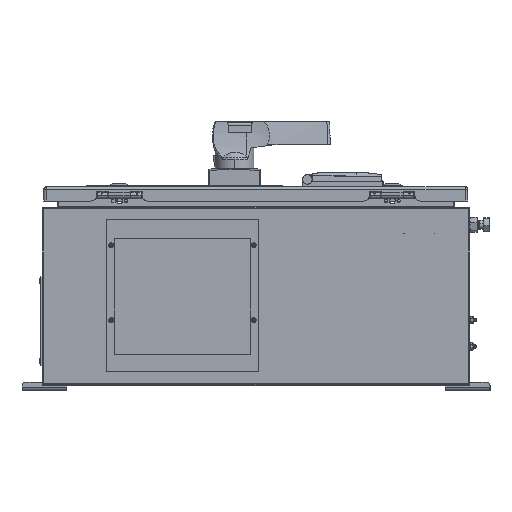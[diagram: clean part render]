
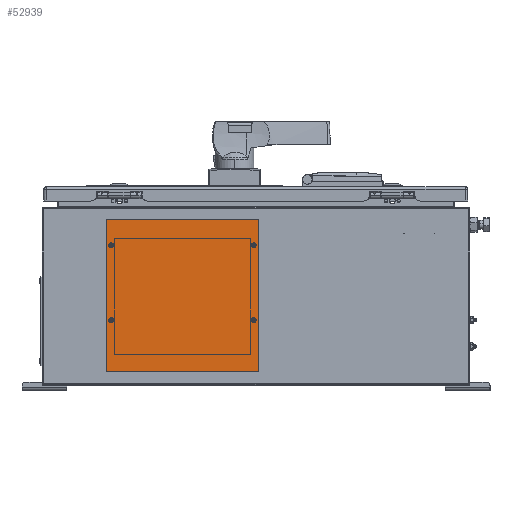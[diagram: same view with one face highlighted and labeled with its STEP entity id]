
A CAD part, left-side view. The second image highlights one B-rep face of the part: STEP entity #52939.
In plain terms, the highlighted planar face has unit normal (-1, 0, 0).
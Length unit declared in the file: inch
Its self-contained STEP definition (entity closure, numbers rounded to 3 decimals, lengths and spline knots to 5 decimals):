
#700 = AXIS2_PLACEMENT_3D ( 'NONE', #15975, #42053, #52067 ) ;
#1247 = CIRCLE ( 'NONE', #20353, 0.0865 ) ;
#1252 = VECTOR ( 'NONE', #28059, 39.37008 ) ;
#1612 = ORIENTED_EDGE ( 'NONE', *, *, #57267, .F. ) ;
#3294 = VERTEX_POINT ( 'NONE', #51822 ) ;
#3805 = FACE_BOUND ( 'NONE', #12759, .T. ) ;
#4212 = DIRECTION ( 'NONE',  ( 1., 0., 0. ) ) ;
#4490 = EDGE_CURVE ( 'NONE', #6696, #65372, #7883, .T. ) ;
#5210 = ORIENTED_EDGE ( 'NONE', *, *, #6477, .T. ) ;
#5283 = EDGE_CURVE ( 'NONE', #51553, #26997, #1247, .T. ) ;
#6477 = EDGE_CURVE ( 'NONE', #29268, #53131, #42608, .T. ) ;
#6696 = VERTEX_POINT ( 'NONE', #24309 ) ;
#6933 = VECTOR ( 'NONE', #50305, 39.37008 ) ;
#7003 = CIRCLE ( 'NONE', #43996, 0.0865 ) ;
#7789 = AXIS2_PLACEMENT_3D ( 'NONE', #21177, #10617, #21824 ) ;
#7883 = LINE ( 'NONE', #33008, #1252 ) ;
#8536 = CARTESIAN_POINT ( 'NONE',  ( -12.0698, 8.13, 3.64688 ) ) ;
#9187 = DIRECTION ( 'NONE',  ( 0., 0., 1. ) ) ;
#9715 = CARTESIAN_POINT ( 'NONE',  ( -12.0698, -0.15125, 0.75625 ) ) ;
#9783 = DIRECTION ( 'NONE',  ( 0., -1., 0. ) ) ;
#9935 = LINE ( 'NONE', #54955, #6933 ) ;
#10472 = DIRECTION ( 'NONE',  ( 1., 0., 0. ) ) ;
#10617 = DIRECTION ( 'NONE',  ( 1., 0., 0. ) ) ;
#10985 = EDGE_CURVE ( 'NONE', #3294, #37725, #50208, .T. ) ;
#12046 = CARTESIAN_POINT ( 'NONE',  ( -12.0698, 0.2165, 3.64688 ) ) ;
#12759 = EDGE_LOOP ( 'NONE', ( #19686, #22639 ) ) ;
#13609 = LINE ( 'NONE', #18593, #59334 ) ;
#14097 = FACE_OUTER_BOUND ( 'NONE', #29749, .T. ) ;
#14590 = CARTESIAN_POINT ( 'NONE',  ( -12.0698, 8.13, 3.64688 ) ) ;
#15160 = AXIS2_PLACEMENT_3D ( 'NONE', #58730, #29569, #23618 ) ;
#15403 = DIRECTION ( 'NONE',  ( 0., -1., 0. ) ) ;
#15975 = CARTESIAN_POINT ( 'NONE',  ( -12.0698, 8.13, 7.85 ) ) ;
#17029 = VERTEX_POINT ( 'NONE', #39492 ) ;
#17309 = AXIS2_PLACEMENT_3D ( 'NONE', #20100, #10472, #15403 ) ;
#18032 = VERTEX_POINT ( 'NONE', #35705 ) ;
#18202 = AXIS2_PLACEMENT_3D ( 'NONE', #37702, #22511, #21530 ) ;
#18593 = CARTESIAN_POINT ( 'NONE',  ( -12.0698, 8.41125, 9.31875 ) ) ;
#18959 = AXIS2_PLACEMENT_3D ( 'NONE', #44840, #44518, #9783 ) ;
#19686 = ORIENTED_EDGE ( 'NONE', *, *, #31198, .T. ) ;
#19821 = ORIENTED_EDGE ( 'NONE', *, *, #10985, .F. ) ;
#20100 = CARTESIAN_POINT ( 'NONE',  ( -12.0698, 0.13, 3.64688 ) ) ;
#20353 = AXIS2_PLACEMENT_3D ( 'NONE', #14590, #25133, #34442 ) ;
#20423 = CARTESIAN_POINT ( 'NONE',  ( -12.0698, 8.41125, 0.75625 ) ) ;
#21177 = CARTESIAN_POINT ( 'NONE',  ( -12.0698, 0.13, 7.85 ) ) ;
#21530 = DIRECTION ( 'NONE',  ( 0., -1., 0. ) ) ;
#21816 = EDGE_CURVE ( 'NONE', #37725, #6696, #13609, .T. ) ;
#21824 = DIRECTION ( 'NONE',  ( 0., -1., 0. ) ) ;
#21922 = ORIENTED_EDGE ( 'NONE', *, *, #23503, .T. ) ;
#22511 = DIRECTION ( 'NONE',  ( 1., 0., 0. ) ) ;
#22639 = ORIENTED_EDGE ( 'NONE', *, *, #48019, .T. ) ;
#23503 = EDGE_CURVE ( 'NONE', #53131, #29268, #57311, .T. ) ;
#23618 = DIRECTION ( 'NONE',  ( 0., -1., 0. ) ) ;
#23810 = CARTESIAN_POINT ( 'NONE',  ( -12.0698, 8.0435, 3.64688 ) ) ;
#24309 = CARTESIAN_POINT ( 'NONE',  ( -12.0698, -0.15125, 9.31875 ) ) ;
#24749 = CARTESIAN_POINT ( 'NONE',  ( -12.0698, 0.0435, 3.64688 ) ) ;
#25133 = DIRECTION ( 'NONE',  ( 1., 0., 0. ) ) ;
#26997 = VERTEX_POINT ( 'NONE', #61803 ) ;
#27088 = VERTEX_POINT ( 'NONE', #44884 ) ;
#28059 = DIRECTION ( 'NONE',  ( 0., 0., -1. ) ) ;
#28621 = ORIENTED_EDGE ( 'NONE', *, *, #4490, .F. ) ;
#28716 = DIRECTION ( 'NONE',  ( 0., -1., 0. ) ) ;
#29268 = VERTEX_POINT ( 'NONE', #24749 ) ;
#29569 = DIRECTION ( 'NONE',  ( 1., 0., 0. ) ) ;
#29749 = EDGE_LOOP ( 'NONE', ( #1612, #28621, #37308, #19821 ) ) ;
#30461 = ORIENTED_EDGE ( 'NONE', *, *, #51889, .T. ) ;
#31198 = EDGE_CURVE ( 'NONE', #27088, #34076, #7003, .T. ) ;
#33008 = CARTESIAN_POINT ( 'NONE',  ( -12.0698, -0.15125, 0.75625 ) ) ;
#33483 = EDGE_LOOP ( 'NONE', ( #57653, #30461 ) ) ;
#34076 = VERTEX_POINT ( 'NONE', #57334 ) ;
#34093 = CARTESIAN_POINT ( 'NONE',  ( -12.0698, 0.13, 7.85 ) ) ;
#34138 = EDGE_CURVE ( 'NONE', #18032, #17029, #56782, .T. ) ;
#34442 = DIRECTION ( 'NONE',  ( 0., -1., 0. ) ) ;
#35705 = CARTESIAN_POINT ( 'NONE',  ( -12.0698, 8.2165, 7.85 ) ) ;
#37308 = ORIENTED_EDGE ( 'NONE', *, *, #21816, .F. ) ;
#37702 = CARTESIAN_POINT ( 'NONE',  ( -12.0698, 0.13, 3.64688 ) ) ;
#37725 = VERTEX_POINT ( 'NONE', #53395 ) ;
#38707 = DIRECTION ( 'NONE',  ( 0., -1., 0. ) ) ;
#38981 = EDGE_LOOP ( 'NONE', ( #5210, #21922 ) ) ;
#38999 = EDGE_CURVE ( 'NONE', #17029, #18032, #50024, .T. ) ;
#39492 = CARTESIAN_POINT ( 'NONE',  ( -12.0698, 8.0435, 7.85 ) ) ;
#39854 = FACE_BOUND ( 'NONE', #38981, .T. ) ;
#42053 = DIRECTION ( 'NONE',  ( 1., 0., 0. ) ) ;
#42608 = CIRCLE ( 'NONE', #17309, 0.0865 ) ;
#43887 = VECTOR ( 'NONE', #9187, 39.37008 ) ;
#43996 = AXIS2_PLACEMENT_3D ( 'NONE', #34093, #64582, #58617 ) ;
#44518 = DIRECTION ( 'NONE',  ( -1., 0., 0. ) ) ;
#44840 = CARTESIAN_POINT ( 'NONE',  ( -12.0698, -0.15125, 0.75625 ) ) ;
#44884 = CARTESIAN_POINT ( 'NONE',  ( -12.0698, 0.0435, 7.85 ) ) ;
#48019 = EDGE_CURVE ( 'NONE', #34076, #27088, #56408, .T. ) ;
#50024 = CIRCLE ( 'NONE', #15160, 0.0865 ) ;
#50208 = LINE ( 'NONE', #20423, #43887 ) ;
#50305 = DIRECTION ( 'NONE',  ( 0., 1., 0. ) ) ;
#51328 = EDGE_LOOP ( 'NONE', ( #61884, #64899 ) ) ;
#51553 = VERTEX_POINT ( 'NONE', #23810 ) ;
#51755 = CIRCLE ( 'NONE', #64422, 0.0865 ) ;
#51822 = CARTESIAN_POINT ( 'NONE',  ( -12.0698, 8.41125, 0.75625 ) ) ;
#51889 = EDGE_CURVE ( 'NONE', #26997, #51553, #51755, .T. ) ;
#52067 = DIRECTION ( 'NONE',  ( 0., -1., 0. ) ) ;
#52939 = ADVANCED_FACE ( 'NONE', ( #39854, #3805, #55130, #53828, #14097 ), #59120, .T. ) ;
#53131 = VERTEX_POINT ( 'NONE', #12046 ) ;
#53395 = CARTESIAN_POINT ( 'NONE',  ( -12.0698, 8.41125, 9.31875 ) ) ;
#53828 = FACE_BOUND ( 'NONE', #33483, .T. ) ;
#54955 = CARTESIAN_POINT ( 'NONE',  ( -12.0698, 8.41125, 0.75625 ) ) ;
#55130 = FACE_BOUND ( 'NONE', #51328, .T. ) ;
#56408 = CIRCLE ( 'NONE', #7789, 0.0865 ) ;
#56782 = CIRCLE ( 'NONE', #700, 0.0865 ) ;
#57267 = EDGE_CURVE ( 'NONE', #65372, #3294, #9935, .T. ) ;
#57311 = CIRCLE ( 'NONE', #18202, 0.0865 ) ;
#57334 = CARTESIAN_POINT ( 'NONE',  ( -12.0698, 0.2165, 7.85 ) ) ;
#57653 = ORIENTED_EDGE ( 'NONE', *, *, #5283, .T. ) ;
#58617 = DIRECTION ( 'NONE',  ( 0., -1., 0. ) ) ;
#58730 = CARTESIAN_POINT ( 'NONE',  ( -12.0698, 8.13, 7.85 ) ) ;
#59120 = PLANE ( 'NONE',  #18959 ) ;
#59334 = VECTOR ( 'NONE', #38707, 39.37008 ) ;
#61803 = CARTESIAN_POINT ( 'NONE',  ( -12.0698, 8.2165, 3.64688 ) ) ;
#61884 = ORIENTED_EDGE ( 'NONE', *, *, #38999, .T. ) ;
#64422 = AXIS2_PLACEMENT_3D ( 'NONE', #8536, #4212, #28716 ) ;
#64582 = DIRECTION ( 'NONE',  ( 1., 0., 0. ) ) ;
#64899 = ORIENTED_EDGE ( 'NONE', *, *, #34138, .T. ) ;
#65372 = VERTEX_POINT ( 'NONE', #9715 ) ;
